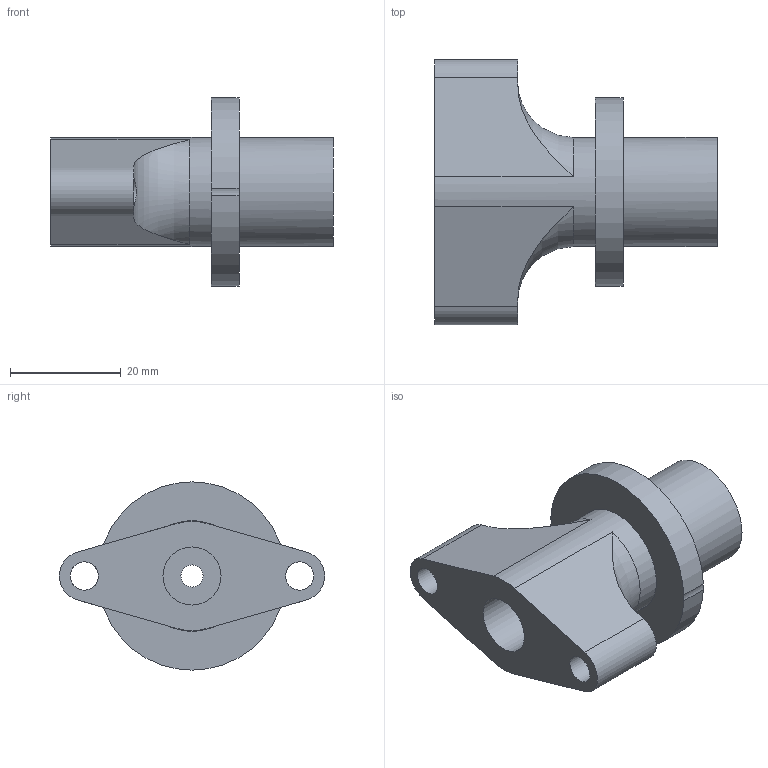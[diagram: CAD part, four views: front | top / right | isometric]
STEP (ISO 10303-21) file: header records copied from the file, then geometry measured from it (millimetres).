
FILE_DESCRIPTION(/* description */ (''),/* implementation_level */ '2;1');
FILE_NAME(/* name */ 'left inner wall leadscrew endstop v1.step',/* time_stamp */ '2025-08-05T14:36:59-07:00',/* author */ (''),/* organization */ (''),/* preprocessor_version */ 'ST-DEVELOPER v20.1',/* originating_system */ 'Autodesk Translation Framework v14.10.0.0',/* authorisation */ '');
FILE_SCHEMA (('AUTOMOTIVE_DESIGN { 1 0 10303 214 3 1 1 }'));
Length unit declared in the file: inch
Products named in the file (3): left inner wall leadscrew endstop; Component1; Component2
Assembly tree (2 placements, depth 3):
  left inner wall leadscrew endstop
    Component1
      Component2
Bounding box: 51 x 47.87 x 34 mm (x, y, z)
Volume: 20554.9 mm3; surface area: 8851.1 mm2
Topology: 2 solids, 2 shells, 25 faces, 66 edges, 44 vertices
Faces by surface type: cylinder 12, plane 11, torus 2
Full cylindrical faces by diameter (mm): 4 x1, 5.1 x2, 10.5 x1, 19.7 x1, 20 x1
Entity records: 957 total; most frequent: CARTESIAN_POINT 228, DIRECTION 152, ORIENTED_EDGE 132, EDGE_CURVE 66, AXIS2_PLACEMENT_3D 63, VERTEX_POINT 44, CIRCLE 33, EDGE_LOOP 32
